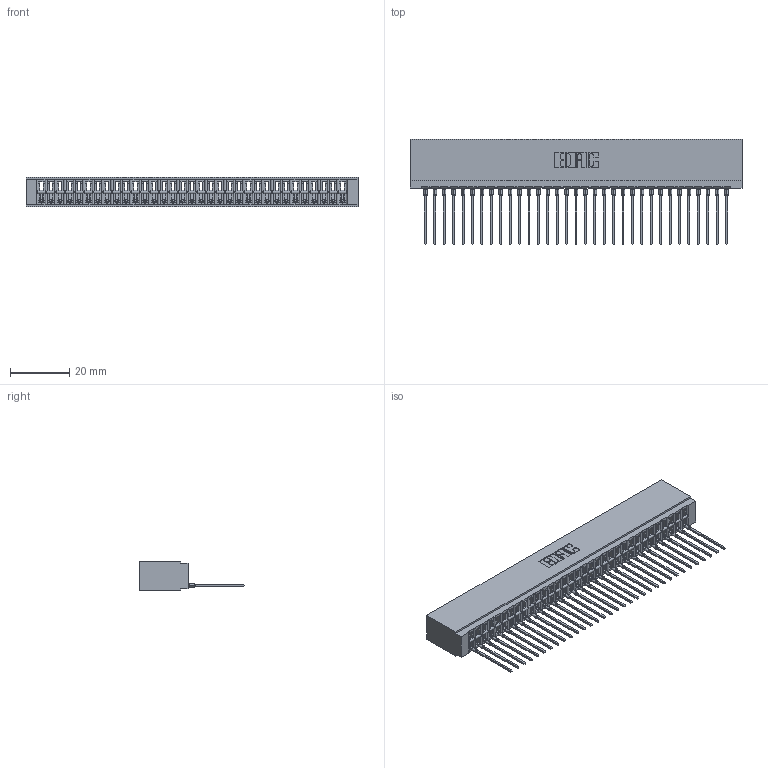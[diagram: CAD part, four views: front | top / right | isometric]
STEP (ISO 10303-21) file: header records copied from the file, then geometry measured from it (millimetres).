
FILE_DESCRIPTION (( 'STEP AP203' ), '1' );
FILE_NAME ('746-033-541-501.STEP', '2026-03-04T13:44:35', ( '' ), ( '' ), 'SwSTEP 2.0', 'SolidWorks 2023', '' );
FILE_SCHEMA (( 'CONFIG_CONTROL_DESIGN' ));
Length unit declared in the file: millimetre
Products named in the file (3): 746-033-541-501; 746-292-001_541; 746 Part_.340 Slot Depth - 01
Assembly tree (34 placements, depth 2):
  746-033-541-501
    746 Part_.340 Slot Depth - 01
    746-292-001_541  x33
Bounding box: 112.01 x 35.42 x 9.91 mm (x, y, z)
Volume: 12787.4 mm3; surface area: 17918.2 mm2
Topology: 34 solids, 34 shells, 3661 faces, 10394 edges, 6676 vertices
Faces by surface type: plane 2134, cylinder 669, bspline 660, torus 198
Entity records: 51135 total; most frequent: CARTESIAN_POINT 10422, ORIENTED_EDGE 8948, DIRECTION 7420, EDGE_CURVE 4474, VECTOR 3960, LINE 3960, VERTEX_POINT 2964, AXIS2_PLACEMENT_3D 1730
